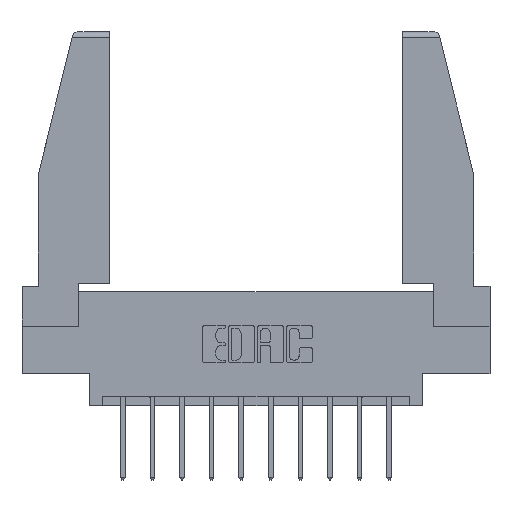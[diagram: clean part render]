
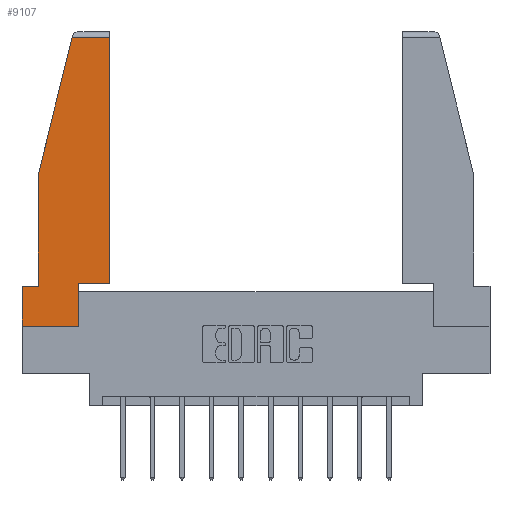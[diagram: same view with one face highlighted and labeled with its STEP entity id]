
A CAD part, top view. The second image highlights one B-rep face of the part: STEP entity #9107.
In plain terms, the highlighted planar face has unit normal (0, 0, 1).
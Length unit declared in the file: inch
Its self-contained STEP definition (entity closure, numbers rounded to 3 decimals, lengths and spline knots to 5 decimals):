
#205 = DIRECTION ( 'NONE',  ( 1., 0., 0. ) ) ;
#257 = DIRECTION ( 'NONE',  ( 1., 0., 0. ) ) ;
#544 = LINE ( 'NONE', #1996, #11241 ) ;
#854 = ORIENTED_EDGE ( 'NONE', *, *, #9365, .T. ) ;
#917 = LINE ( 'NONE', #12589, #6495 ) ;
#1170 = VERTEX_POINT ( 'NONE', #1442 ) ;
#1333 = EDGE_CURVE ( 'NONE', #7802, #6954, #10868, .T. ) ;
#1442 = CARTESIAN_POINT ( 'NONE',  ( 0.2636, 1.52, 0. ) ) ;
#1886 = EDGE_CURVE ( 'NONE', #3059, #10363, #8934, .T. ) ;
#1953 = CARTESIAN_POINT ( 'NONE',  ( 0.271, 1.55, 0. ) ) ;
#1996 = CARTESIAN_POINT ( 'NONE',  ( 0.297, 0., 0. ) ) ;
#2334 = EDGE_CURVE ( 'NONE', #10363, #14159, #11723, .T. ) ;
#2773 = EDGE_CURVE ( 'NONE', #7983, #8533, #9528, .T. ) ;
#3059 = VERTEX_POINT ( 'NONE', #13736 ) ;
#3072 = DIRECTION ( 'NONE',  ( -0.239, -0.971, 0. ) ) ;
#3195 = CARTESIAN_POINT ( 'NONE',  ( 0.461, 0.223, 0. ) ) ;
#3235 = ORIENTED_EDGE ( 'NONE', *, *, #2773, .T. ) ;
#3295 = CARTESIAN_POINT ( 'NONE',  ( 0.297, 0., 0. ) ) ;
#3438 = PLANE ( 'NONE',  #6536 ) ;
#3962 = LINE ( 'NONE', #6155, #7822 ) ;
#4007 = EDGE_CURVE ( 'NONE', #14159, #12856, #544, .T. ) ;
#4106 = ORIENTED_EDGE ( 'NONE', *, *, #1333, .T. ) ;
#4119 = ORIENTED_EDGE ( 'NONE', *, *, #1886, .T. ) ;
#4428 = VECTOR ( 'NONE', #3072, 39.37008 ) ;
#4833 = DIRECTION ( 'NONE',  ( 1., 0., 0. ) ) ;
#4959 = CARTESIAN_POINT ( 'NONE',  ( 0.086, 0.21, 0. ) ) ;
#5054 = VECTOR ( 'NONE', #12882, 39.37008 ) ;
#5436 = CARTESIAN_POINT ( 'NONE',  ( 0.461, 1.52, 0. ) ) ;
#5882 = FACE_OUTER_BOUND ( 'NONE', #13421, .T. ) ;
#6155 = CARTESIAN_POINT ( 'NONE',  ( 0., 0.21, 0. ) ) ;
#6332 = EDGE_CURVE ( 'NONE', #8533, #1170, #11697, .T. ) ;
#6495 = VECTOR ( 'NONE', #4833, 39.37008 ) ;
#6536 = AXIS2_PLACEMENT_3D ( 'NONE', #6813, #6960, #257 ) ;
#6786 = ORIENTED_EDGE ( 'NONE', *, *, #10918, .T. ) ;
#6813 = CARTESIAN_POINT ( 'NONE',  ( 0., 0., 0. ) ) ;
#6954 = VERTEX_POINT ( 'NONE', #4959 ) ;
#6960 = DIRECTION ( 'NONE',  ( 0., 0., 1. ) ) ;
#7108 = CARTESIAN_POINT ( 'NONE',  ( 0.086, 0.8, 0. ) ) ;
#7250 = DIRECTION ( 'NONE',  ( -1., 0., 0. ) ) ;
#7300 = DIRECTION ( 'NONE',  ( -1., 0., 0. ) ) ;
#7355 = CARTESIAN_POINT ( 'NONE',  ( 0., 1.52, 0. ) ) ;
#7421 = LINE ( 'NONE', #1953, #4428 ) ;
#7788 = CARTESIAN_POINT ( 'NONE',  ( 0.297, 0.223, 0. ) ) ;
#7802 = VERTEX_POINT ( 'NONE', #10961 ) ;
#7822 = VECTOR ( 'NONE', #7300, 39.37008 ) ;
#7983 = VERTEX_POINT ( 'NONE', #9287 ) ;
#8533 = VERTEX_POINT ( 'NONE', #5436 ) ;
#8914 = VECTOR ( 'NONE', #205, 39.37008 ) ;
#8934 = LINE ( 'NONE', #13916, #9644 ) ;
#9107 = ADVANCED_FACE ( 'NONE', ( #5882 ), #3438, .T. ) ;
#9178 = CARTESIAN_POINT ( 'NONE',  ( 0., 0., 0. ) ) ;
#9200 = CARTESIAN_POINT ( 'NONE',  ( 0., 0., 0. ) ) ;
#9257 = VECTOR ( 'NONE', #7250, 39.37008 ) ;
#9287 = CARTESIAN_POINT ( 'NONE',  ( 0.461, 0.223, 0. ) ) ;
#9365 = EDGE_CURVE ( 'NONE', #6954, #3059, #3962, .T. ) ;
#9483 = ORIENTED_EDGE ( 'NONE', *, *, #12254, .T. ) ;
#9528 = LINE ( 'NONE', #3195, #11626 ) ;
#9644 = VECTOR ( 'NONE', #12682, 39.37008 ) ;
#10363 = VERTEX_POINT ( 'NONE', #9200 ) ;
#10868 = LINE ( 'NONE', #7108, #5054 ) ;
#10918 = EDGE_CURVE ( 'NONE', #1170, #7802, #7421, .T. ) ;
#10961 = CARTESIAN_POINT ( 'NONE',  ( 0.086, 0.8, 0. ) ) ;
#10981 = DIRECTION ( 'NONE',  ( 0., 1., 0. ) ) ;
#11241 = VECTOR ( 'NONE', #13282, 39.37008 ) ;
#11601 = ORIENTED_EDGE ( 'NONE', *, *, #4007, .T. ) ;
#11626 = VECTOR ( 'NONE', #10981, 39.37008 ) ;
#11697 = LINE ( 'NONE', #7355, #9257 ) ;
#11723 = LINE ( 'NONE', #9178, #8914 ) ;
#12254 = EDGE_CURVE ( 'NONE', #12856, #7983, #917, .T. ) ;
#12589 = CARTESIAN_POINT ( 'NONE',  ( 0.297, 0.223, 0. ) ) ;
#12682 = DIRECTION ( 'NONE',  ( 0., -1., 0. ) ) ;
#12856 = VERTEX_POINT ( 'NONE', #7788 ) ;
#12882 = DIRECTION ( 'NONE',  ( 0., -1., 0. ) ) ;
#13263 = ORIENTED_EDGE ( 'NONE', *, *, #6332, .T. ) ;
#13282 = DIRECTION ( 'NONE',  ( 0., 1., 0. ) ) ;
#13421 = EDGE_LOOP ( 'NONE', ( #3235, #13263, #6786, #4106, #854, #4119, #13607, #11601, #9483 ) ) ;
#13607 = ORIENTED_EDGE ( 'NONE', *, *, #2334, .T. ) ;
#13736 = CARTESIAN_POINT ( 'NONE',  ( 0., 0.21, 0. ) ) ;
#13916 = CARTESIAN_POINT ( 'NONE',  ( 0., 0.21, 0. ) ) ;
#14159 = VERTEX_POINT ( 'NONE', #3295 ) ;
